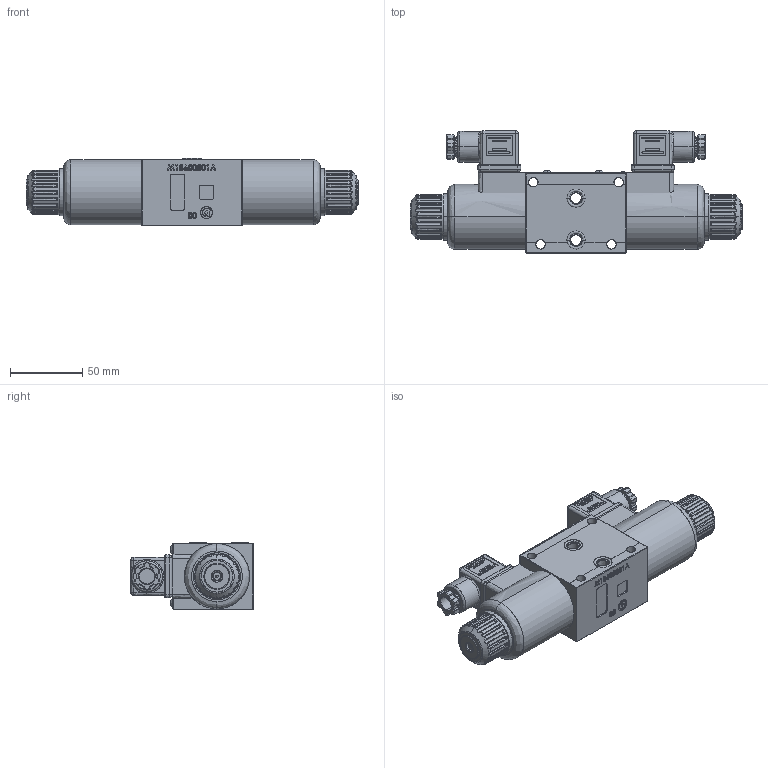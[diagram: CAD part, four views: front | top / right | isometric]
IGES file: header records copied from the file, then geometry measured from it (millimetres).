
Start section: SolidWorks IGES file using analytic representation for surfaces
Global section: file name: CD3AE--C-002.igs; native system: SolidWorks 2016; preprocessor: SolidWorks 2016; author: arutput14; date: 160914.173152; units: millimetre
Bounding box: 229.5 x 84.5 x 46.43 mm (x, y, z)
Surface area: 68445.3 mm2 (no closed solid volume)
Topology: 0 solids, 0 shells, 1149 faces, 15698 edges, 15628 vertices
Faces by surface type: bspline 588, revolution 561
